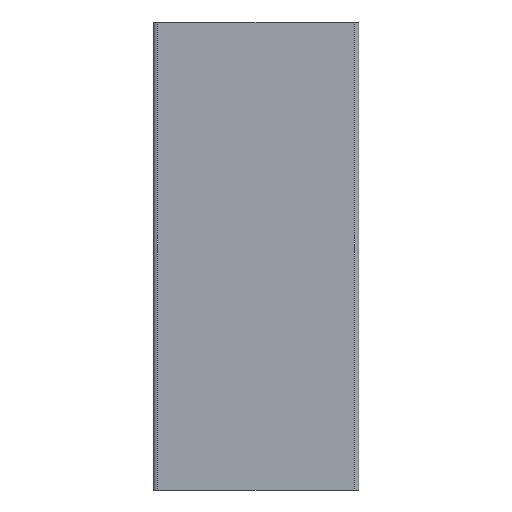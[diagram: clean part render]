
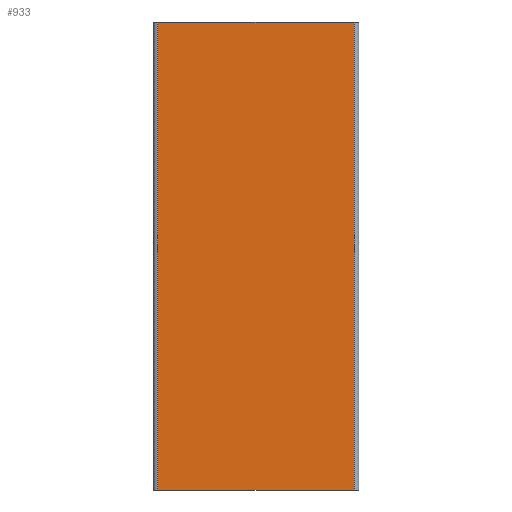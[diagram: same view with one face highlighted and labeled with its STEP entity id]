
A CAD part, front view. The second image highlights one B-rep face of the part: STEP entity #933.
In plain terms, the highlighted planar face has unit normal (0, -1, 0).
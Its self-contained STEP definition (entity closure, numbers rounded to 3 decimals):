
#92=FACE_OUTER_BOUND('',#139,.T.);
#139=EDGE_LOOP('',(#743,#744,#745,#746));
#240=LINE('',#1505,#349);
#241=LINE('',#1508,#350);
#242=LINE('',#1510,#351);
#243=LINE('',#1511,#352);
#349=VECTOR('',#1231,100.);
#350=VECTOR('',#1234,42.);
#351=VECTOR('',#1235,42.);
#352=VECTOR('',#1236,100.);
#442=VERTEX_POINT('',#1501);
#443=VERTEX_POINT('',#1503);
#444=VERTEX_POINT('',#1507);
#445=VERTEX_POINT('',#1509);
#570=EDGE_CURVE('',#442,#443,#240,.T.);
#571=EDGE_CURVE('',#444,#442,#241,.T.);
#572=EDGE_CURVE('',#445,#443,#242,.T.);
#573=EDGE_CURVE('',#444,#445,#243,.T.);
#743=ORIENTED_EDGE('',*,*,#571,.T.);
#744=ORIENTED_EDGE('',*,*,#570,.T.);
#745=ORIENTED_EDGE('',*,*,#572,.F.);
#746=ORIENTED_EDGE('',*,*,#573,.F.);
#888=PLANE('',#1004);
#933=ADVANCED_FACE('',(#92),#888,.T.);
#1004=AXIS2_PLACEMENT_3D('',#1506,#1232,#1233);
#1231=DIRECTION('',(0.,0.,1.));
#1232=DIRECTION('center_axis',(0.,-1.,0.));
#1233=DIRECTION('ref_axis',(1.,0.,0.));
#1234=DIRECTION('',(1.,0.,0.));
#1235=DIRECTION('',(1.,0.,0.));
#1236=DIRECTION('',(0.,0.,1.));
#1501=CARTESIAN_POINT('',(26.338,-9.224,0.));
#1503=CARTESIAN_POINT('',(26.338,-9.224,100.));
#1505=CARTESIAN_POINT('',(26.338,-9.224,0.));
#1506=CARTESIAN_POINT('Origin',(-15.662,-9.224,0.));
#1507=CARTESIAN_POINT('',(-15.662,-9.224,0.));
#1508=CARTESIAN_POINT('',(-15.662,-9.224,0.));
#1509=CARTESIAN_POINT('',(-15.662,-9.224,100.));
#1510=CARTESIAN_POINT('',(-15.662,-9.224,100.));
#1511=CARTESIAN_POINT('',(-15.662,-9.224,0.));
